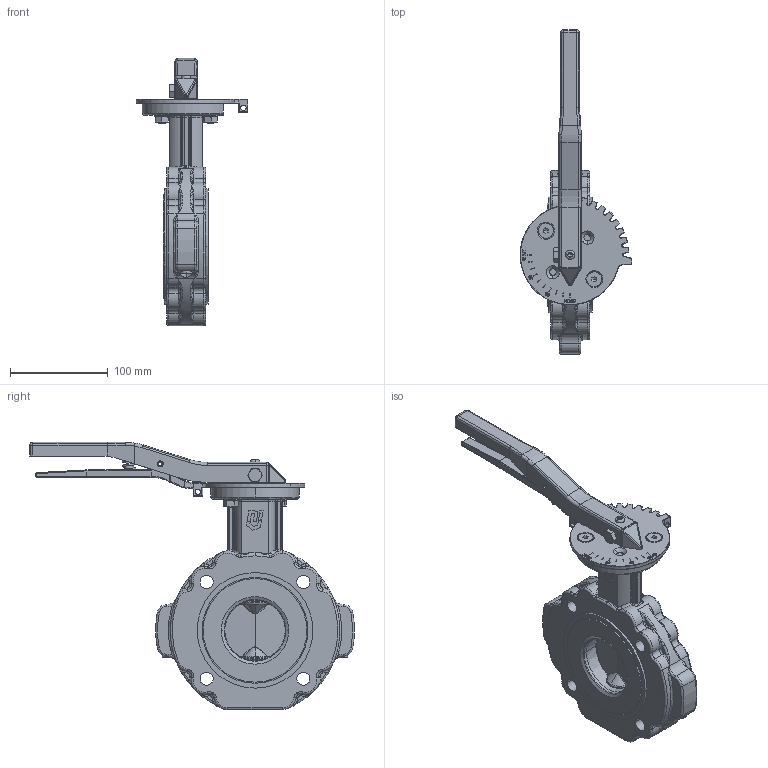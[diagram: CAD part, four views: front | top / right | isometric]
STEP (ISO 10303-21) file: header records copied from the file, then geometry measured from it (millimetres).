
FILE_DESCRIPTION(('HOOPS Exchange Step'),'2;1');
FILE_NAME('AK10_DN65_ansi150_Handhebel.stp','2025-10-06T10:03:06+02:00',('nieru'),('Unknown organisation'),'HOOPS Exchange 2024.2','HOOPS Exchange','Unknown authorisation');
FILE_SCHEMA( ('AP203_CONFIGURATION_CONTROLLED_3D_DESIGN_OF_MECHANICAL_PARTS_AND_ASSEMBLIES_MIM_LF') );
Length unit declared in the file: millimetre
Products named in the file (3): 0; root
Assembly tree (2 placements, depth 3):
  root
    0
      0
Bounding box: 113.93 x 331.32 x 272.98 mm (x, y, z)
Volume: 1096928.6 mm3; surface area: 175264.4 mm2
Topology: 2 solids, 2 shells, 1665 faces, 4286 edges, 2585 vertices
Faces by surface type: cylinder 565, plane 396, torus 306, bspline 274, cone 91, sphere 33
Entity records: 108131 total; most frequent: CARTESIAN_POINT 72497, ORIENTED_EDGE 8358, DIRECTION 5925, EDGE_CURVE 4179, VERTEX_POINT 2585, AXIS2_PLACEMENT_3D 2277, EDGE_LOOP 1770, FACE_BOUND 1770
